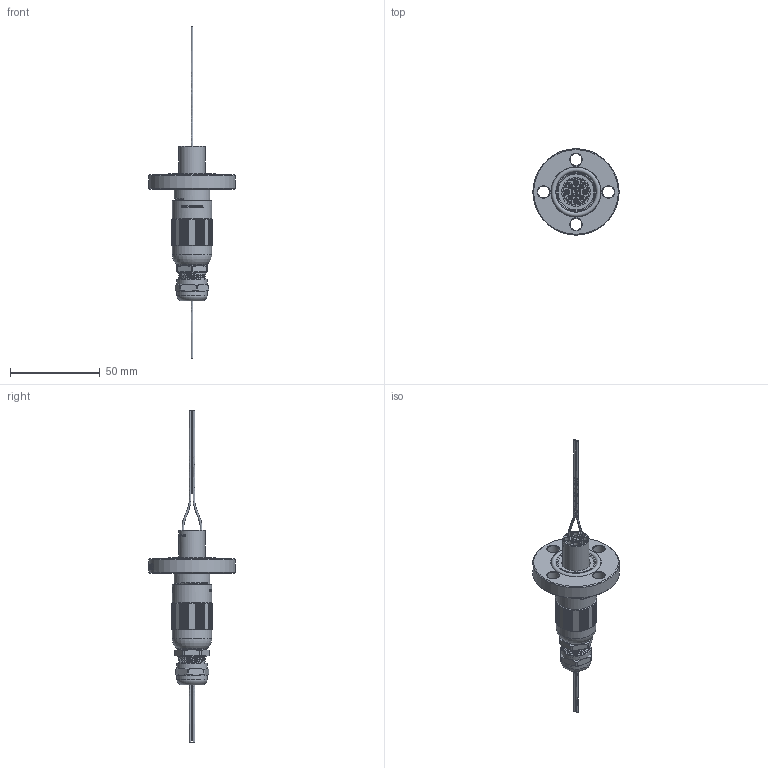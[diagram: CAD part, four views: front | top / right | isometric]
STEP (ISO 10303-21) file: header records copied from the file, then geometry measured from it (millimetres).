
FILE_DESCRIPTION (( 'STEP AP214' ), '1' );
FILE_NAME ('外发模型(带插头+护线筒)-S-HF16-0810.STEP', '2024-08-20T07:45:08', ( '' ), ( '' ), 'SwSTEP 2.0', 'SolidWorks 2020', '' );
FILE_SCHEMA (( 'AUTOMOTIVE_DESIGN' ));
Length unit declared in the file: millimetre
Products named in the file (22): 俋楷耀倰-Z-S-D20-0810-L70-L80; 俋楷耀倰-Z-XF-8P10-TE-AIR-PPS; O型密封圈-HF16-224; 俋楷耀倰-S-D20-0810-L70-L80; 葷ﾈｾﾄ｣ﾐﾍ-ﾄﾚﾐｾﾃﾜｷ篶ﾗ 4-8; 渲染-TE-170362; 渲染-电线-0.3-0810; 外发模型(带插头+护线筒)-S-HF16-0810; 誘盄芠-CPC-M20D08; 俋楷耀倰-FL-S-D20-0810-L70-L80; M3-16-4 - 坋趼芛; 渲染模型-内芯收紧爪 4-8; 葷ﾈｾﾄ｣ﾐﾍ-ｻ､ﾏﾟﾍｲﾂﾝﾃｱ-LT8-PG9; FL-HF16-D20-224; 俋楷耀倰-Z-XF-8P10-TE-VAC-PPS; NDL-D10L180; 誘盄芠俋褲-CPC-M20D08; 渲染模型-Z-TE-170362-0810; 渲染-电线胶皮-0.3-0810; 渲染-电线内芯-0.3-0810; XF-8P10-TE-VAC-PPS; XF-8P10-TE-AIR-PPS
Assembly tree (32 placements, depth 6):
  外发模型(带插头+护线筒)-S-HF16-0810
    FL-HF16-D20-224
    俋楷耀倰-Z-S-D20-0810-L70-L80
      俋楷耀倰-S-D20-0810-L70-L80
        俋楷耀倰-FL-S-D20-0810-L70-L80
        NDL-D10L180  x8
      俋楷耀倰-Z-XF-8P10-TE-AIR-PPS
        XF-8P10-TE-AIR-PPS
        M3-16-4 - 坋趼芛
        渲染模型-Z-TE-170362-0810  x2
          渲染-TE-170362
          渲染-电线-0.3-0810
            渲染-电线内芯-0.3-0810
            渲染-电线胶皮-0.3-0810
      誘盄芠-CPC-M20D08
        誘盄芠俋褲-CPC-M20D08
        葷ﾈｾﾄ｣ﾐﾍ-ｻ､ﾏﾟﾍｲﾂﾝﾃｱ-LT8-PG9
        葷ﾈｾﾄ｣ﾐﾍ-ﾄﾚﾐｾﾃﾜｷ篶ﾗ 4-8
        渲染模型-内芯收紧爪 4-8
      俋楷耀倰-Z-XF-8P10-TE-VAC-PPS
        XF-8P10-TE-VAC-PPS
        M3-16-4 - 坋趼芛
        渲染模型-Z-TE-170362-0810  x2
          渲染-TE-170362
          渲染-电线-0.3-0810
            渲染-电线内芯-0.3-0810
            渲染-电线胶皮-0.3-0810
    O型密封圈-HF16-224
Bounding box: 48 x 48 x 184.55 mm (x, y, z)
Volume: 26665.8 mm3; surface area: 29487.4 mm2
Topology: 31 solids, 31 shells, 1382 faces, 4321 edges, 3215 vertices
Faces by surface type: plane 779, cylinder 313, bspline 217, cone 48, torus 25
Full cylindrical faces by diameter (mm): 0.65 x4, 0.96 x4, 1 x16, 1.4 x4, 1.8 x22, 2.5 x27, 3.2 x16, 3.5 x2, 4.5 x2, 5.5 x2, 6.6 x4, 8.2 x2, 8.5 x1, 10 x1, 10.5 x1, 11.6 x1, 12 x1, 12.4 x1, 13.3 x1, 14.5 x2, 15.2 x5, 16 x2, 16.64 x1, 16.8 x2, 18.5 x1, 20 x4, 20.5 x1, 22 x2, 22.4 x1, 27.8 x1
Entity records: 59397 total; most frequent: CARTESIAN_POINT 31577, ORIENTED_EDGE 6490, DIRECTION 4080, EDGE_CURVE 3245, VERTEX_POINT 2641, B_SPLINE_CURVE_WITH_KNOTS 1411, AXIS2_PLACEMENT_3D 1380, EDGE_LOOP 1370
